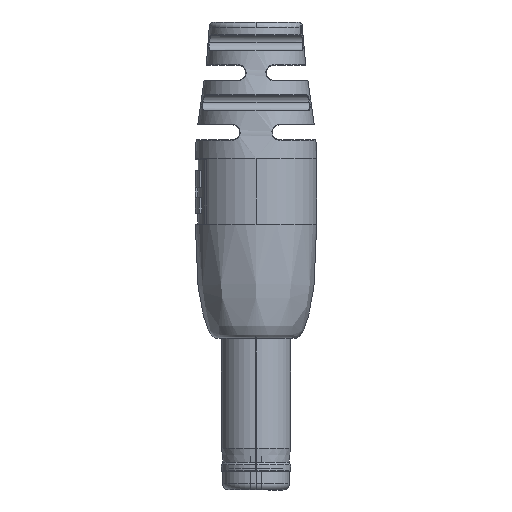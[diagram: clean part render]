
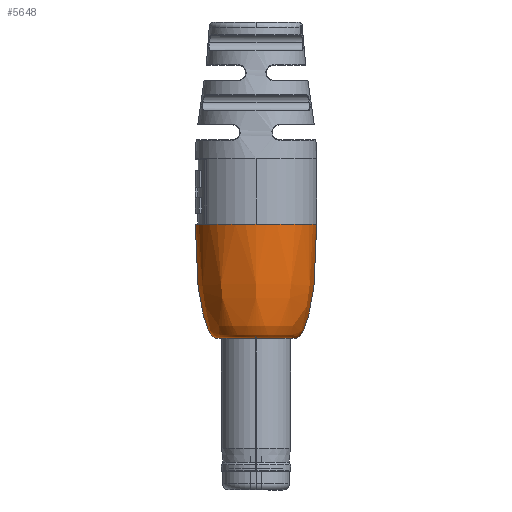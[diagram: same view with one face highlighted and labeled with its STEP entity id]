
A CAD part, left-side view. The second image highlights one B-rep face of the part: STEP entity #5648.
In plain terms, the highlighted free-form (B-spline) face has degree [3, 3] with [6, 4] control points.
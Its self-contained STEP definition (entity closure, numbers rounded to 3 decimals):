
#19 = CARTESIAN_POINT ( 'NONE',  ( 10.153, -4.759, 9.518 ) ) ;
#87 = ORIENTED_EDGE ( 'NONE', *, *, #5298, .T. ) ;
#481 = CARTESIAN_POINT ( 'NONE',  ( 13.822, -4.8, 0. ) ) ;
#663 = FACE_OUTER_BOUND ( 'NONE', #10953, .T. ) ;
#1433 = CARTESIAN_POINT ( 'NONE',  ( 13.822, 4.8, 9.6 ) ) ;
#1556 = CARTESIAN_POINT ( 'NONE',  ( 13.822, 4.8, 0. ) ) ;
#1838 = AXIS2_PLACEMENT_3D ( 'NONE', #12158, #13485, #8236 ) ;
#2497 = CARTESIAN_POINT ( 'NONE',  ( 13.822, -4.8, 9.6 ) ) ;
#2536 = CIRCLE ( 'NONE', #14549, 4.8 ) ;
#2555 = CARTESIAN_POINT ( 'NONE',  ( 13.822, 4.8, 0. ) ) ;
#3087 = CARTESIAN_POINT ( 'NONE',  ( 13.822, 0., 4.8 ) ) ;
#3444 = CIRCLE ( 'NONE', #13961, 4.8 ) ;
#3474 = CARTESIAN_POINT ( 'NONE',  ( 13.822, 0., 0. ) ) ;
#3788 = CARTESIAN_POINT ( 'NONE',  ( 6.753, 4.294, 8.588 ) ) ;
#3944 = CARTESIAN_POINT ( 'NONE',  ( 10.153, -4.759, 0. ) ) ;
#3967 = CARTESIAN_POINT ( 'NONE',  ( 6.753, -4.294, 0. ) ) ;
#4027 = CARTESIAN_POINT ( 'NONE',  ( 6.753, 4.294, 0. ) ) ;
#4122 = CARTESIAN_POINT ( 'NONE',  ( 13.398, -4.8, 0. ) ) ;
#4947 = ORIENTED_EDGE ( 'NONE', *, *, #14129, .F. ) ;
#5062 = CARTESIAN_POINT ( 'NONE',  ( 4.822, -3.1, 0. ) ) ;
#5178 = CARTESIAN_POINT ( 'NONE',  ( 13.822, -4.8, 0. ) ) ;
#5291 = CARTESIAN_POINT ( 'NONE',  ( 13.398, 4.8, 9.6 ) ) ;
#5298 = EDGE_CURVE ( 'NONE', #13246, #8557, #8921, .T. ) ;
#5648 = ADVANCED_FACE ( 'NONE', ( #663 ), #6670, .F. ) ;
#5727 = VERTEX_POINT ( 'NONE', #481 ) ;
#5761 = CARTESIAN_POINT ( 'NONE',  ( 4.822, -3.1, 0. ) ) ;
#5788 = ORIENTED_EDGE ( 'NONE', *, *, #15404, .T. ) ;
#6041 = B_SPLINE_CURVE_WITH_KNOTS ( 'NONE', 3,
 ( #15807, #4122, #14424, #3967, #15932, #5761 ),
 .UNSPECIFIED., .F., .F.,
 ( 4, 1, 1, 4 ),
 ( 0., 0.429, 0.529, 1. ),
 .UNSPECIFIED. ) ;
#6194 = CARTESIAN_POINT ( 'NONE',  ( 13.822, 0., 0. ) ) ;
#6204 = CARTESIAN_POINT ( 'NONE',  ( 4.822, 3.1, 0. ) ) ;
#6359 = CARTESIAN_POINT ( 'NONE',  ( 4.822, 3.1, 0. ) ) ;
#6477 = CARTESIAN_POINT ( 'NONE',  ( 6.753, -4.294, 8.588 ) ) ;
#6588 = CARTESIAN_POINT ( 'NONE',  ( 13.398, -4.8, 9.6 ) ) ;
#6670 =( BOUNDED_SURFACE ( )  B_SPLINE_SURFACE ( 3, 3, ( 
 ( #5178, #2497, #1433, #2555 ),
 ( #7698, #6588, #5291, #13004 ),
 ( #3944, #19, #11466, #11569 ),
 ( #7819, #6477, #3788, #14301 ),
 ( #15550, #12777, #10385, #15601 ),
 ( #5062, #7869, #14085, #6359 ) ),
 .UNSPECIFIED., .F., .F., .F. ) 
 B_SPLINE_SURFACE_WITH_KNOTS ( ( 4, 1, 1, 4 ),
 ( 4, 4 ),
 ( 0., 0.429, 0.529, 1. ),
 ( 0., 1. ),
 .UNSPECIFIED. ) 
 GEOMETRIC_REPRESENTATION_ITEM ( )  RATIONAL_B_SPLINE_SURFACE ( (
 ( 1., 0.333, 0.333, 1.),
 ( 1., 0.333, 0.333, 1.),
 ( 1., 0.333, 0.333, 1.),
 ( 1., 0.333, 0.333, 1.),
 ( 1., 0.333, 0.333, 1.),
 ( 1., 0.333, 0.333, 1.) ) ) 
 REPRESENTATION_ITEM ( '' )  SURFACE ( )  );
#7698 = CARTESIAN_POINT ( 'NONE',  ( 13.398, -4.8, 0. ) ) ;
#7819 = CARTESIAN_POINT ( 'NONE',  ( 6.753, -4.294, 0. ) ) ;
#7841 = CARTESIAN_POINT ( 'NONE',  ( 4.822, 3.1, 0. ) ) ;
#7869 = CARTESIAN_POINT ( 'NONE',  ( 4.822, -3.1, 6.2 ) ) ;
#8001 = CARTESIAN_POINT ( 'NONE',  ( 10.153, 4.759, 0. ) ) ;
#8236 = DIRECTION ( 'NONE',  ( 0., 0., 1. ) ) ;
#8557 = VERTEX_POINT ( 'NONE', #6204 ) ;
#8638 = DIRECTION ( 'NONE',  ( 0., 0., 1. ) ) ;
#8678 = DIRECTION ( 'NONE',  ( -1., 0., 0. ) ) ;
#8921 = B_SPLINE_CURVE_WITH_KNOTS ( 'NONE', 3,
 ( #1556, #14320, #8001, #4027, #15806, #7841 ),
 .UNSPECIFIED., .F., .F.,
 ( 4, 1, 1, 4 ),
 ( 0., 0.429, 0.529, 1. ),
 .UNSPECIFIED. ) ;
#9542 = CARTESIAN_POINT ( 'NONE',  ( 13.822, 4.8, 0. ) ) ;
#9703 = ORIENTED_EDGE ( 'NONE', *, *, #9987, .T. ) ;
#9987 = EDGE_CURVE ( 'NONE', #5727, #12827, #3444, .T. ) ;
#10385 = CARTESIAN_POINT ( 'NONE',  ( 4.822, 3.71, 7.421 ) ) ;
#10953 = EDGE_LOOP ( 'NONE', ( #11451, #9703, #5788, #87, #4947 ) ) ;
#11186 = CIRCLE ( 'NONE', #1838, 3.1 ) ;
#11255 = DIRECTION ( 'NONE',  ( -1., 0., 0. ) ) ;
#11451 = ORIENTED_EDGE ( 'NONE', *, *, #14079, .F. ) ;
#11466 = CARTESIAN_POINT ( 'NONE',  ( 10.153, 4.759, 9.518 ) ) ;
#11569 = CARTESIAN_POINT ( 'NONE',  ( 10.153, 4.759, 0. ) ) ;
#12158 = CARTESIAN_POINT ( 'NONE',  ( 4.822, 0., 0. ) ) ;
#12777 = CARTESIAN_POINT ( 'NONE',  ( 4.822, -3.71, 7.421 ) ) ;
#12827 = VERTEX_POINT ( 'NONE', #3087 ) ;
#13004 = CARTESIAN_POINT ( 'NONE',  ( 13.398, 4.8, 0. ) ) ;
#13246 = VERTEX_POINT ( 'NONE', #9542 ) ;
#13485 = DIRECTION ( 'NONE',  ( -1., 0., 0. ) ) ;
#13961 = AXIS2_PLACEMENT_3D ( 'NONE', #6194, #8678, #15163 ) ;
#14079 = EDGE_CURVE ( 'NONE', #5727, #15217, #6041, .T. ) ;
#14085 = CARTESIAN_POINT ( 'NONE',  ( 4.822, 3.1, 6.2 ) ) ;
#14129 = EDGE_CURVE ( 'NONE', #15217, #8557, #11186, .T. ) ;
#14301 = CARTESIAN_POINT ( 'NONE',  ( 6.753, 4.294, 0. ) ) ;
#14320 = CARTESIAN_POINT ( 'NONE',  ( 13.398, 4.8, 0. ) ) ;
#14424 = CARTESIAN_POINT ( 'NONE',  ( 10.153, -4.759, 0. ) ) ;
#14549 = AXIS2_PLACEMENT_3D ( 'NONE', #3474, #11255, #8638 ) ;
#15163 = DIRECTION ( 'NONE',  ( 0., 0., 1. ) ) ;
#15217 = VERTEX_POINT ( 'NONE', #15753 ) ;
#15404 = EDGE_CURVE ( 'NONE', #12827, #13246, #2536, .T. ) ;
#15550 = CARTESIAN_POINT ( 'NONE',  ( 4.822, -3.71, 0. ) ) ;
#15601 = CARTESIAN_POINT ( 'NONE',  ( 4.822, 3.71, 0. ) ) ;
#15753 = CARTESIAN_POINT ( 'NONE',  ( 4.822, -3.1, 0. ) ) ;
#15806 = CARTESIAN_POINT ( 'NONE',  ( 4.822, 3.71, 0. ) ) ;
#15807 = CARTESIAN_POINT ( 'NONE',  ( 13.822, -4.8, 0. ) ) ;
#15932 = CARTESIAN_POINT ( 'NONE',  ( 4.822, -3.71, 0. ) ) ;
